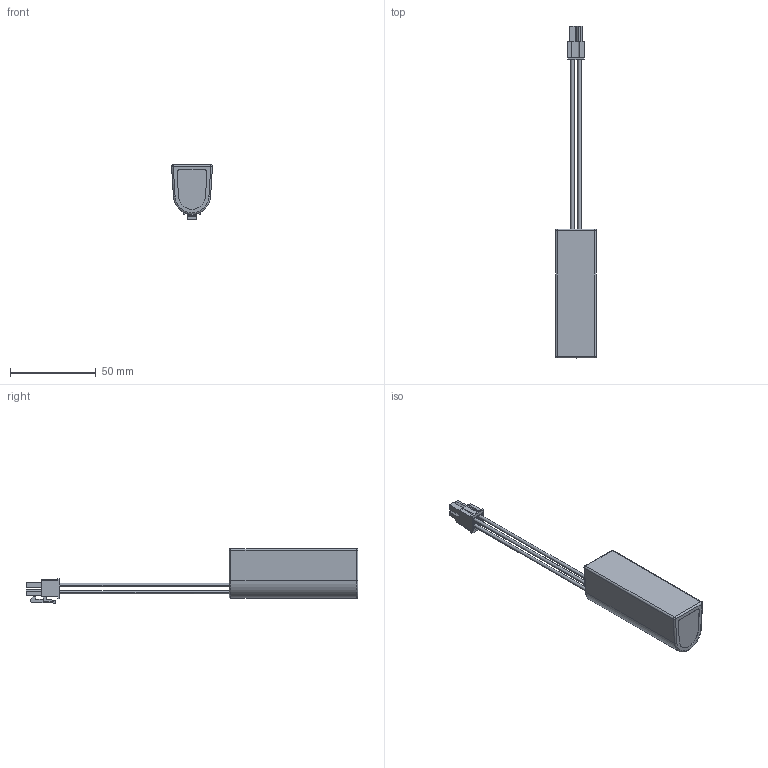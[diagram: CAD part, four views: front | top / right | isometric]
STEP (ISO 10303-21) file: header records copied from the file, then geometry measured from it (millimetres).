
FILE_DESCRIPTION((''),'2;1');
FILE_NAME('1S1P','2024-12-10T13:55:32',('rd05'),(''),'CREO PARAMETRIC BY PTC INC, 2018050','CREO PARAMETRIC BY PTC INC, 2018050','');
FILE_SCHEMA(('CONFIG_CONTROL_DESIGN','GEOMETRIC_VALIDATION_PROPERTIES_MIM'));
Length unit declared in the file: millimetre
Products named in the file (1): 1S1P
Bounding box: 23.87 x 193.4 x 31.95 mm (x, y, z)
Volume: 47525.9 mm3; surface area: 11987.1 mm2
Topology: 1 solids, 1 shells, 195 faces, 541 edges, 359 vertices
Faces by surface type: plane 160, cylinder 29, sphere 4, torus 2
Entity records: 6532 total; most frequent: CARTESIAN_POINT 1093, ORIENTED_EDGE 1074, DIRECTION 1010, EDGE_CURVE 537, VECTOR 454, LINE 454, VERTEX_POINT 359, AXIS2_PLACEMENT_3D 278
